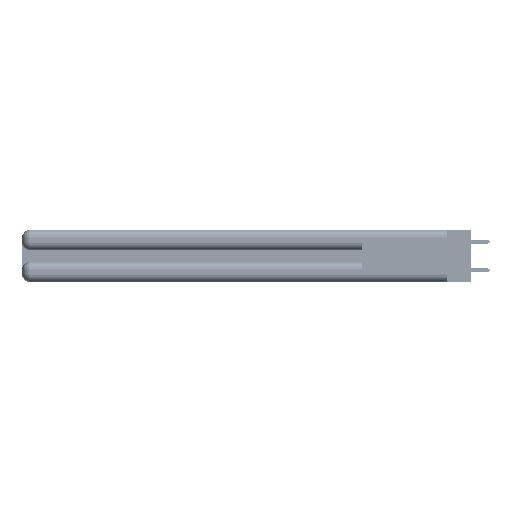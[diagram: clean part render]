
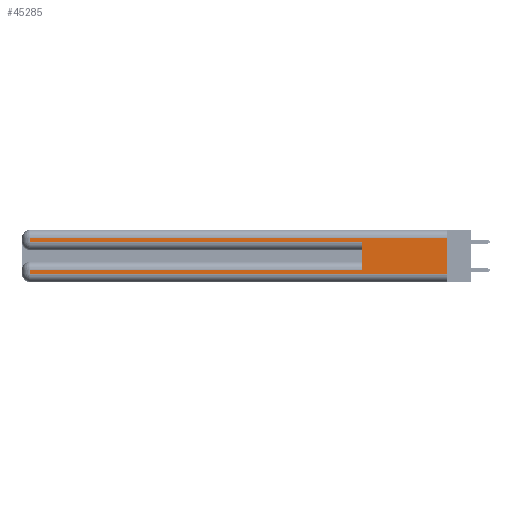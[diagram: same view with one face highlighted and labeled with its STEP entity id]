
A CAD part, left-side view. The second image highlights one B-rep face of the part: STEP entity #45285.
In plain terms, the highlighted planar face has unit normal (-1, 0, 0).
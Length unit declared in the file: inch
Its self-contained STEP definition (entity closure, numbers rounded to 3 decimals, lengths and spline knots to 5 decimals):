
#4 = CARTESIAN_POINT ( 'NONE',  ( 0., 0., 0.06 ) ) ;
#1031 = CARTESIAN_POINT ( 'NONE',  ( 0., 0., 0.37 ) ) ;
#3514 = VERTEX_POINT ( 'NONE', #32374 ) ;
#3944 = DIRECTION ( 'NONE',  ( 0., 1., 0. ) ) ;
#4408 = DIRECTION ( 'NONE',  ( 0., -1., 0. ) ) ;
#4982 = CARTESIAN_POINT ( 'NONE',  ( 0., 2.94, 0.06 ) ) ;
#6256 = PLANE ( 'NONE',  #47822 ) ;
#6441 = DIRECTION ( 'NONE',  ( 1., 0., 0. ) ) ;
#7139 = LINE ( 'NONE', #1031, #52188 ) ;
#7656 = VECTOR ( 'NONE', #40003, 39.37008 ) ;
#9021 = LINE ( 'NONE', #35609, #7656 ) ;
#11031 = ORIENTED_EDGE ( 'NONE', *, *, #44407, .T. ) ;
#11653 = VERTEX_POINT ( 'NONE', #52726 ) ;
#12413 = VERTEX_POINT ( 'NONE', #44865 ) ;
#13637 = ORIENTED_EDGE ( 'NONE', *, *, #36327, .T. ) ;
#16019 = EDGE_CURVE ( 'NONE', #12413, #3514, #7139, .T. ) ;
#16058 = DIRECTION ( 'NONE',  ( 0., 0., -1. ) ) ;
#16983 = ORIENTED_EDGE ( 'NONE', *, *, #24515, .T. ) ;
#17575 = VECTOR ( 'NONE', #31855, 39.37008 ) ;
#17757 = DIRECTION ( 'NONE',  ( 0., 0., -1. ) ) ;
#18362 = EDGE_CURVE ( 'NONE', #30484, #30490, #42164, .T. ) ;
#21639 = CARTESIAN_POINT ( 'NONE',  ( 0., 2.94, 0.085 ) ) ;
#22424 = ORIENTED_EDGE ( 'NONE', *, *, #36042, .T. ) ;
#23673 = VERTEX_POINT ( 'NONE', #21639 ) ;
#24515 = EDGE_CURVE ( 'NONE', #12413, #11653, #27796, .T. ) ;
#25563 = VECTOR ( 'NONE', #17757, 39.37008 ) ;
#25894 = LINE ( 'NONE', #4, #47741 ) ;
#25938 = CARTESIAN_POINT ( 'NONE',  ( 0., 0.6, 0.285 ) ) ;
#26130 = CARTESIAN_POINT ( 'NONE',  ( 0., 0.6, 0.085 ) ) ;
#26684 = VERTEX_POINT ( 'NONE', #4982 ) ;
#27422 = CARTESIAN_POINT ( 'NONE',  ( 0., 0., 0.31 ) ) ;
#27796 = LINE ( 'NONE', #27422, #17575 ) ;
#29024 = VECTOR ( 'NONE', #16058, 39.37008 ) ;
#29060 = EDGE_LOOP ( 'NONE', ( #40495, #16983, #22424, #34428, #46734, #54503, #13637, #11031 ) ) ;
#30484 = VERTEX_POINT ( 'NONE', #26130 ) ;
#30490 = VERTEX_POINT ( 'NONE', #25938 ) ;
#31855 = DIRECTION ( 'NONE',  ( 0., 1., 0. ) ) ;
#32374 = CARTESIAN_POINT ( 'NONE',  ( 0., 0., 0.06 ) ) ;
#33044 = CARTESIAN_POINT ( 'NONE',  ( 0., 2.94, 0.285 ) ) ;
#33411 = VECTOR ( 'NONE', #3944, 39.37008 ) ;
#34428 = ORIENTED_EDGE ( 'NONE', *, *, #37613, .T. ) ;
#35609 = CARTESIAN_POINT ( 'NONE',  ( 0., 0., 0.285 ) ) ;
#36042 = EDGE_CURVE ( 'NONE', #11653, #53981, #40695, .T. ) ;
#36327 = EDGE_CURVE ( 'NONE', #23673, #26684, #48788, .T. ) ;
#37059 = DIRECTION ( 'NONE',  ( 0., 0., -1. ) ) ;
#37613 = EDGE_CURVE ( 'NONE', #53981, #30490, #9021, .T. ) ;
#37859 = CARTESIAN_POINT ( 'NONE',  ( 0., 2.94, 0.37 ) ) ;
#39350 = CARTESIAN_POINT ( 'NONE',  ( 0., 2.94, 0.37 ) ) ;
#40003 = DIRECTION ( 'NONE',  ( 0., -1., 0. ) ) ;
#40495 = ORIENTED_EDGE ( 'NONE', *, *, #16019, .F. ) ;
#40524 = EDGE_CURVE ( 'NONE', #30484, #23673, #54386, .T. ) ;
#40695 = LINE ( 'NONE', #37859, #29024 ) ;
#41252 = CARTESIAN_POINT ( 'NONE',  ( 0., 0., 0.37 ) ) ;
#42164 = LINE ( 'NONE', #54372, #52319 ) ;
#43107 = CARTESIAN_POINT ( 'NONE',  ( 0., 0., 0.085 ) ) ;
#44407 = EDGE_CURVE ( 'NONE', #26684, #3514, #25894, .T. ) ;
#44865 = CARTESIAN_POINT ( 'NONE',  ( 0., 0., 0.31 ) ) ;
#45285 = ADVANCED_FACE ( 'NONE', ( #50358 ), #6256, .F. ) ;
#46734 = ORIENTED_EDGE ( 'NONE', *, *, #18362, .F. ) ;
#47741 = VECTOR ( 'NONE', #4408, 39.37008 ) ;
#47822 = AXIS2_PLACEMENT_3D ( 'NONE', #41252, #6441, #37059 ) ;
#48788 = LINE ( 'NONE', #39350, #25563 ) ;
#49342 = DIRECTION ( 'NONE',  ( 0., 0., -1. ) ) ;
#50155 = DIRECTION ( 'NONE',  ( 0., 0., 1. ) ) ;
#50358 = FACE_OUTER_BOUND ( 'NONE', #29060, .T. ) ;
#52188 = VECTOR ( 'NONE', #49342, 39.37008 ) ;
#52319 = VECTOR ( 'NONE', #50155, 39.37008 ) ;
#52726 = CARTESIAN_POINT ( 'NONE',  ( 0., 2.94, 0.31 ) ) ;
#53981 = VERTEX_POINT ( 'NONE', #33044 ) ;
#54372 = CARTESIAN_POINT ( 'NONE',  ( 0., 0.6, 0.145 ) ) ;
#54386 = LINE ( 'NONE', #43107, #33411 ) ;
#54503 = ORIENTED_EDGE ( 'NONE', *, *, #40524, .T. ) ;
